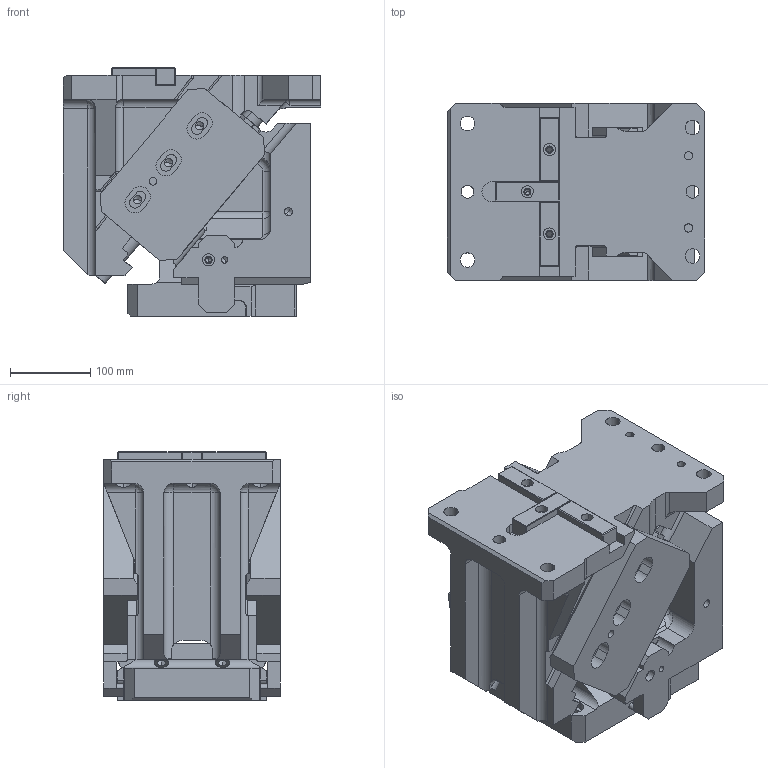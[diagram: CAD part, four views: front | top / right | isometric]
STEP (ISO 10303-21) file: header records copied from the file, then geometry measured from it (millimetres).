
FILE_DESCRIPTION(('CATIA V5 STEP Exchange','CAx-IF Rec.Pracs.--- Model Styling and Organization---1.4--- 2014-01-23'),'2;1');
FILE_NAME('KS_OT_0220_00__IND_11__23475__SCHIEBERADAPTER_PART__2015_03_18__SCHWER.stp','2017-10-27T05:59:20+00:00',('none'),('none'),'CATIA Version 5-6 Release 2016 SP3 HF35','CATIA V5 STEP AP203 WITH EXTENSIONS','none');
FILE_SCHEMA(('CONFIG_CONTROL_DESIGN','SHAPE_APPEARANCE_LAYER_MIM'));
Length unit declared in the file: millimetre
Products named in the file (1): KS_OT_0220_00__IND_11__23475__SCHIEBERADAPTER_PART__2015_03_18__SCHWER
Bounding box: 320 x 220 x 309 mm (x, y, z)
Volume: 13165909.5 mm3; surface area: 1067322.8 mm2
Topology: 6 solids, 8 shells, 1130 faces, 2984 edges, 1857 vertices
Faces by surface type: plane 523, cylinder 462, cone 76, torus 33, sphere 28, bspline 8
Entity records: 34180 total; most frequent: CARTESIAN_POINT 8460, ORIENTED_EDGE 5770, DIRECTION 4186, EDGE_CURVE 2885, VERTEX_POINT 1853, AXIS2_PLACEMENT_3D 1711, VECTOR 1662, LINE 1662
